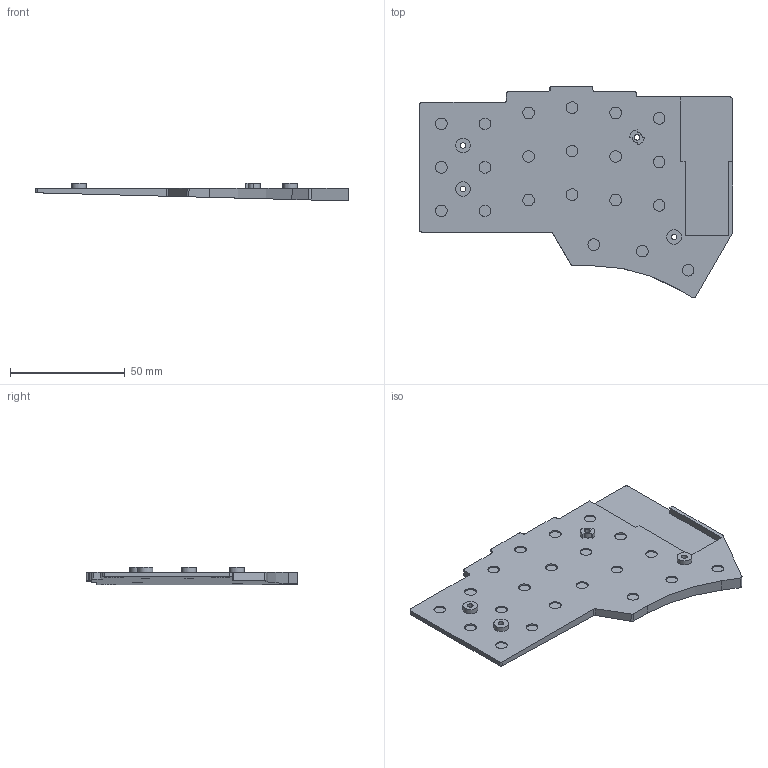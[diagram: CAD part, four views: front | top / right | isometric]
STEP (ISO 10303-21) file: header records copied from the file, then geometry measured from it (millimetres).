
FILE_DESCRIPTION(/* description */ (''),/* implementation_level */ '2;1');
FILE_NAME(/* name */ 'Tilted Bot.step',/* time_stamp */ '2023-09-05T15:25:18+03:00',/* author */ (''),/* organization */ (''),/* preprocessor_version */ 'ST-DEVELOPER v20',/* originating_system */ 'Autodesk Translation Framework v12.9.0.99',/* authorisation */ '');
FILE_SCHEMA (('AUTOMOTIVE_DESIGN { 1 0 10303 214 3 1 1 }'));
Length unit declared in the file: millimetre
Products named in the file (1): Tilted Bot
Bounding box: 136.7 x 92.45 x 7.83 mm (x, y, z)
Volume: 33328.9 mm3; surface area: 21482.1 mm2
Topology: 1 solids, 1 shells, 182 faces, 433 edges, 282 vertices
Faces by surface type: plane 130, cylinder 52
Full cylindrical faces by diameter (mm): 2.4 x4, 5.1 x21, 6.4 x3, 8.2 x4
Entity records: 5289 total; most frequent: DIRECTION 915, CARTESIAN_POINT 898, ORIENTED_EDGE 866, EDGE_CURVE 433, LINE 317, VECTOR 317, AXIS2_PLACEMENT_3D 299, VERTEX_POINT 282
